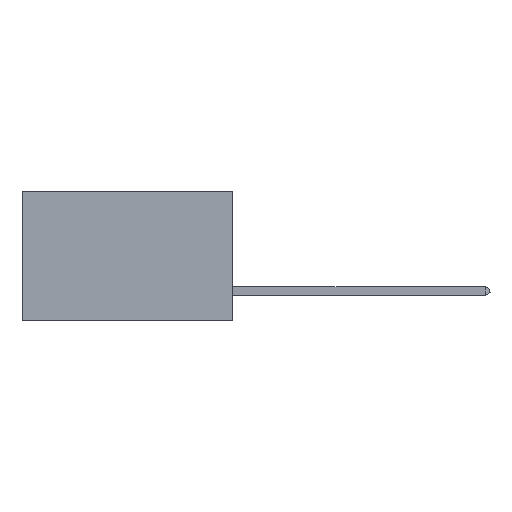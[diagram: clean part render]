
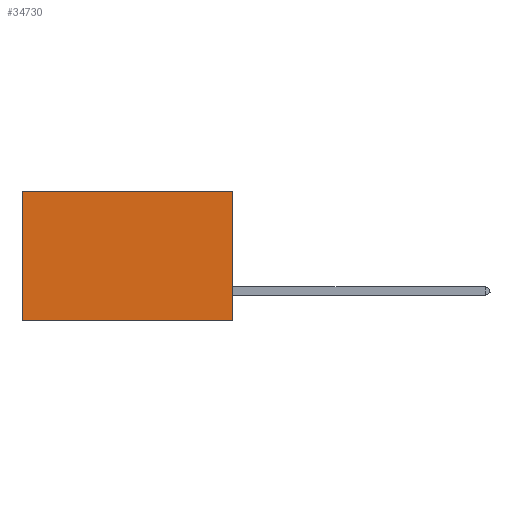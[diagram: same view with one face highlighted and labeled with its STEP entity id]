
A CAD part, left-side view. The second image highlights one B-rep face of the part: STEP entity #34730.
In plain terms, the highlighted planar face has unit normal (-1, 0, 0).
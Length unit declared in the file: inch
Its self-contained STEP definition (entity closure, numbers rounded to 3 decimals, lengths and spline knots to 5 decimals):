
#1330 = DIRECTION ( 'NONE',  ( 0., 0., -1. ) ) ;
#1432 = VECTOR ( 'NONE', #1330, 39.37008 ) ;
#2671 = EDGE_LOOP ( 'NONE', ( #40185, #7993, #28359, #40114 ) ) ;
#3228 = EDGE_CURVE ( 'NONE', #37205, #16833, #26370, .T. ) ;
#5374 = PLANE ( 'NONE',  #11772 ) ;
#6124 = CARTESIAN_POINT ( 'NONE',  ( 0.2875, 0., 0. ) ) ;
#6232 = VERTEX_POINT ( 'NONE', #9176 ) ;
#7415 = FACE_OUTER_BOUND ( 'NONE', #2671, .T. ) ;
#7993 = ORIENTED_EDGE ( 'NONE', *, *, #3228, .F. ) ;
#8743 = LINE ( 'NONE', #40503, #25581 ) ;
#8762 = DIRECTION ( 'NONE',  ( 0., 1., 0. ) ) ;
#8769 = DIRECTION ( 'NONE',  ( 0., 0., -1. ) ) ;
#8966 = CARTESIAN_POINT ( 'NONE',  ( 0.2875, 0., -0.37 ) ) ;
#9176 = CARTESIAN_POINT ( 'NONE',  ( 0.2875, 0., 0. ) ) ;
#10533 = EDGE_CURVE ( 'NONE', #6232, #37205, #11148, .T. ) ;
#10726 = CARTESIAN_POINT ( 'NONE',  ( 0.2875, 0.6, 0. ) ) ;
#11148 = LINE ( 'NONE', #6124, #36888 ) ;
#11772 = AXIS2_PLACEMENT_3D ( 'NONE', #28889, #28318, #8769 ) ;
#16833 = VERTEX_POINT ( 'NONE', #30187 ) ;
#20404 = LINE ( 'NONE', #21191, #1432 ) ;
#21191 = CARTESIAN_POINT ( 'NONE',  ( 0.2875, 0.6, 0. ) ) ;
#22618 = EDGE_CURVE ( 'NONE', #26282, #16833, #20404, .T. ) ;
#23820 = DIRECTION ( 'NONE',  ( 0., 1., 0. ) ) ;
#25581 = VECTOR ( 'NONE', #23820, 39.37008 ) ;
#26282 = VERTEX_POINT ( 'NONE', #10726 ) ;
#26370 = LINE ( 'NONE', #41338, #30549 ) ;
#26556 = DIRECTION ( 'NONE',  ( 0., 0., -1. ) ) ;
#28318 = DIRECTION ( 'NONE',  ( 1., 0., 0. ) ) ;
#28359 = ORIENTED_EDGE ( 'NONE', *, *, #10533, .F. ) ;
#28889 = CARTESIAN_POINT ( 'NONE',  ( 0.2875, 0., 0. ) ) ;
#30187 = CARTESIAN_POINT ( 'NONE',  ( 0.2875, 0.6, -0.37 ) ) ;
#30549 = VECTOR ( 'NONE', #8762, 39.37008 ) ;
#34730 = ADVANCED_FACE ( 'NONE', ( #7415 ), #5374, .F. ) ;
#36888 = VECTOR ( 'NONE', #26556, 39.37008 ) ;
#37205 = VERTEX_POINT ( 'NONE', #8966 ) ;
#37614 = EDGE_CURVE ( 'NONE', #6232, #26282, #8743, .T. ) ;
#40114 = ORIENTED_EDGE ( 'NONE', *, *, #37614, .T. ) ;
#40185 = ORIENTED_EDGE ( 'NONE', *, *, #22618, .T. ) ;
#40503 = CARTESIAN_POINT ( 'NONE',  ( 0.2875, 0., 0. ) ) ;
#41338 = CARTESIAN_POINT ( 'NONE',  ( 0.2875, 0., -0.37 ) ) ;
